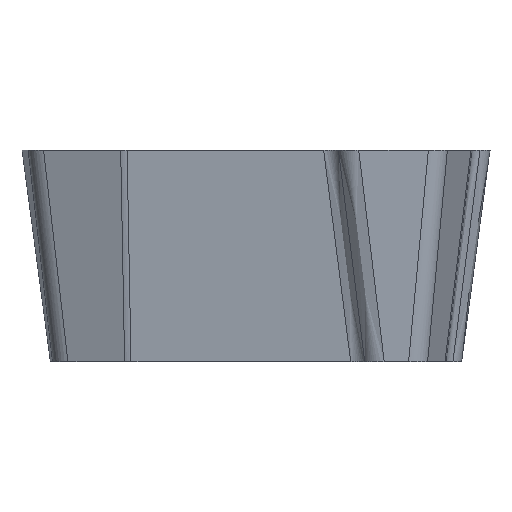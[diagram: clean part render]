
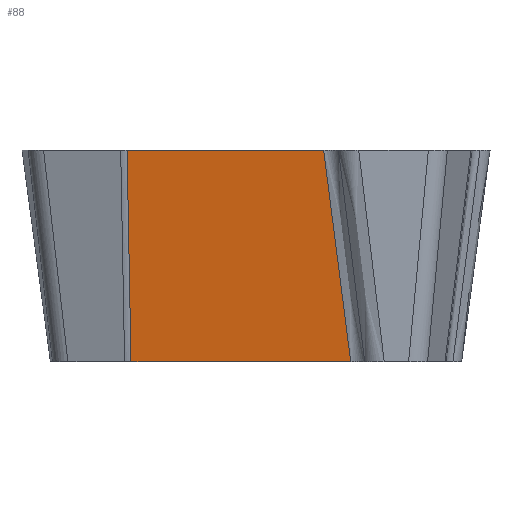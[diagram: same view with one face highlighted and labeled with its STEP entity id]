
A CAD part, left-side view. The second image highlights one B-rep face of the part: STEP entity #88.
In plain terms, the highlighted planar face has unit normal (-0.993, 0, -0.122).
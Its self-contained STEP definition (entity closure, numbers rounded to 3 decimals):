
#58=FACE_OUTER_BOUND('',#163,.T.);
#88=ADVANCED_FACE('',(#58),#124,.T.);
#124=PLANE('',#713);
#163=EDGE_LOOP('',(#280,#281,#282,#283));
#280=ORIENTED_EDGE('',*,*,#487,.F.);
#281=ORIENTED_EDGE('',*,*,#523,.T.);
#282=ORIENTED_EDGE('',*,*,#499,.T.);
#283=ORIENTED_EDGE('',*,*,#524,.T.);
#424=VERTEX_POINT('',#1180);
#425=VERTEX_POINT('',#1182);
#436=VERTEX_POINT('',#1226);
#437=VERTEX_POINT('',#1228);
#487=EDGE_CURVE('',#424,#425,#564,.T.);
#499=EDGE_CURVE('',#437,#436,#569,.T.);
#523=EDGE_CURVE('',#424,#437,#658,.T.);
#524=EDGE_CURVE('',#436,#425,#580,.T.);
#564=LINE('',#1181,#604);
#569=LINE('',#1227,#609);
#580=LINE('',#1344,#620);
#604=VECTOR('',#771,1.);
#609=VECTOR('',#788,1.);
#620=VECTOR('',#817,1.);
#658=B_SPLINE_CURVE_WITH_KNOTS('',3,(#1337,#1338,#1339,#1340,#1341,#1342,
#1343),.UNSPECIFIED.,.F.,.F.,(4,3,4),(0.,0.369,1.),
 .UNSPECIFIED.);
#713=AXIS2_PLACEMENT_3D('',#1345,#818,#819);
#771=DIRECTION('',(0.,1.,0.));
#788=DIRECTION('',(0.,1.,0.));
#817=DIRECTION('',(0.122,-0.018,-0.992));
#818=DIRECTION('',(-0.993,0.,-0.122));
#819=DIRECTION('',(-0.122,0.,0.993));
#1180=CARTESIAN_POINT('',(-2.155,-1.075,-2.4));
#1181=CARTESIAN_POINT('',(-2.155,0.,-2.4));
#1182=CARTESIAN_POINT('',(-2.155,1.419,-2.4));
#1226=CARTESIAN_POINT('',(-2.45,1.463,0.));
#1227=CARTESIAN_POINT('',(-2.45,0.,0.));
#1228=CARTESIAN_POINT('',(-2.45,-0.768,0.));
#1337=CARTESIAN_POINT('',(-2.155,-1.075,-2.4));
#1338=CARTESIAN_POINT('',(-2.192,-1.037,-2.105));
#1339=CARTESIAN_POINT('',(-2.228,-0.999,-1.809));
#1340=CARTESIAN_POINT('',(-2.264,-0.961,-1.514));
#1341=CARTESIAN_POINT('',(-2.326,-0.897,-1.009));
#1342=CARTESIAN_POINT('',(-2.388,-0.832,-0.505));
#1343=CARTESIAN_POINT('',(-2.45,-0.768,0.));
#1344=CARTESIAN_POINT('',(-2.452,1.463,0.02));
#1345=CARTESIAN_POINT('',(-2.45,2.571,0.));
